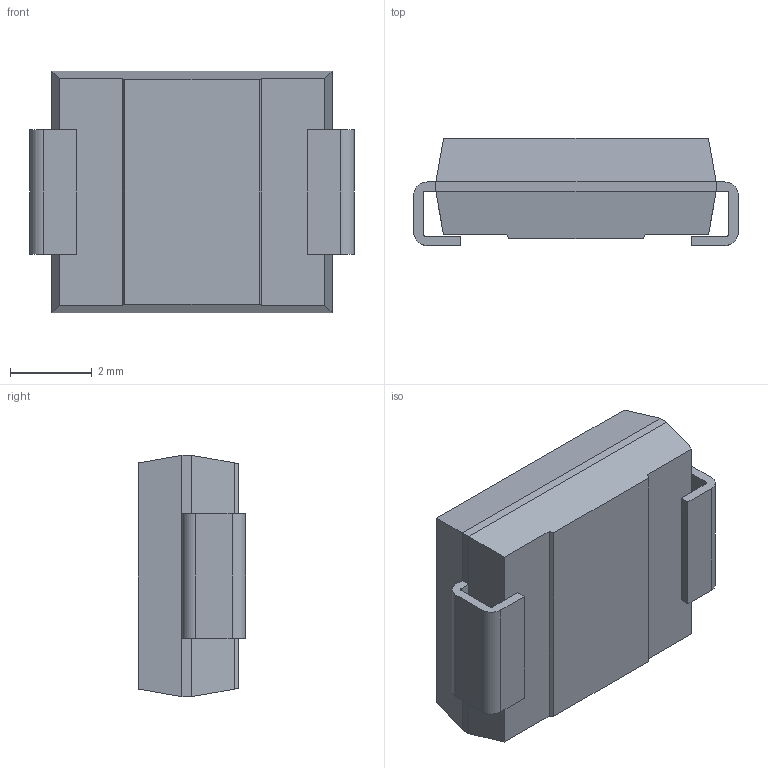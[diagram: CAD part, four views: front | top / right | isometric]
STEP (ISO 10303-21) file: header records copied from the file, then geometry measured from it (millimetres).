
FILE_DESCRIPTION (( 'STEP AP214' ), '1' );
FILE_NAME ('DO-214AB.STEP', '2018-10-20T03:32:48', ( '' ), ( '' ), 'SwSTEP 2.0', 'SolidWorks 2017', '' );
FILE_SCHEMA (( 'AUTOMOTIVE_DESIGN' ));
Length unit declared in the file: millimetre
Products named in the file (1): 5.0SMDJ64A
Bounding box: 7.94 x 2.62 x 5.91 mm (x, y, z)
Volume: 95.5 mm3; surface area: 173.6 mm2
Topology: 4 solids, 4 shells, 57 faces, 136 edges, 88 vertices
Faces by surface type: plane 49, cylinder 8
Entity records: 1837 total; most frequent: CARTESIAN_POINT 282, ORIENTED_EDGE 272, DIRECTION 268, EDGE_CURVE 136, LINE 120, VECTOR 120, VERTEX_POINT 88, AXIS2_PLACEMENT_3D 74
